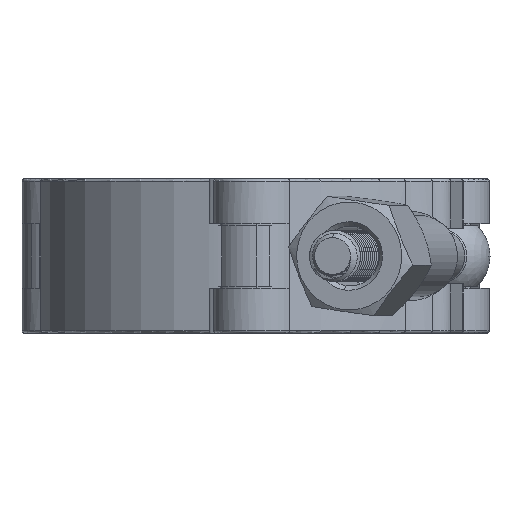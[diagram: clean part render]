
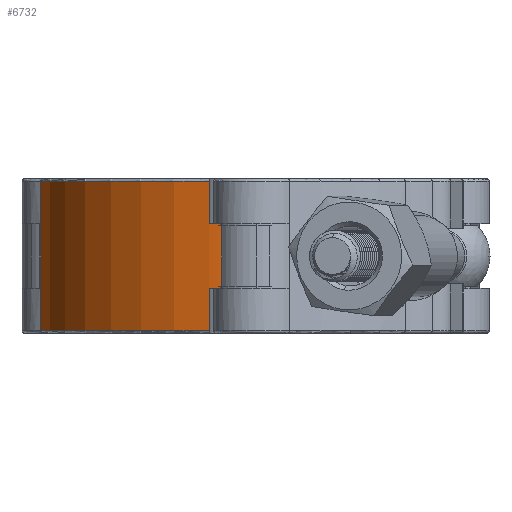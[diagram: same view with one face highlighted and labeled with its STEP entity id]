
A CAD part, left-side view. The second image highlights one B-rep face of the part: STEP entity #6732.
In plain terms, the highlighted cylindrical face has radius 25.5 mm (diameter 51 mm), a partial arc.
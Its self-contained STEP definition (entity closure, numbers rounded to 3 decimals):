
#35 = CARTESIAN_POINT ( 'NONE',  ( -24.902, 5.489, 8.7 ) ) ;
#222 = DIRECTION ( 'NONE',  ( 0., 0., -1. ) ) ;
#234 = EDGE_CURVE ( 'NONE', #10125, #3383, #10898, .T. ) ;
#373 = CARTESIAN_POINT ( 'NONE',  ( -24.902, 5.489, -3.75 ) ) ;
#399 = VERTEX_POINT ( 'NONE', #9262 ) ;
#545 = CARTESIAN_POINT ( 'NONE',  ( -4.069, 25.173, -3.75 ) ) ;
#674 = CARTESIAN_POINT ( 'NONE',  ( -4.044, 25.177, -8.7 ) ) ;
#782 = AXIS2_PLACEMENT_3D ( 'NONE', #9684, #8687, #2658 ) ;
#1048 = ORIENTED_EDGE ( 'NONE', *, *, #8820, .F. ) ;
#1073 = ORIENTED_EDGE ( 'NONE', *, *, #4656, .F. ) ;
#1085 = VERTEX_POINT ( 'NONE', #7790 ) ;
#1157 = VERTEX_POINT ( 'NONE', #11221 ) ;
#1207 = EDGE_CURVE ( 'NONE', #7066, #11409, #2393, .T. ) ;
#1215 = CARTESIAN_POINT ( 'NONE',  ( -25.177, 4.044, 9. ) ) ;
#1446 = LINE ( 'NONE', #5256, #11714 ) ;
#1482 = CIRCLE ( 'NONE', #9871, 25.5 ) ;
#1595 = ORIENTED_EDGE ( 'NONE', *, *, #234, .F. ) ;
#1868 = CARTESIAN_POINT ( 'NONE',  ( 0., 0., 3.75 ) ) ;
#2102 = VECTOR ( 'NONE', #2982, 1000. ) ;
#2273 = VECTOR ( 'NONE', #3850, 1000. ) ;
#2373 = ORIENTED_EDGE ( 'NONE', *, *, #2905, .F. ) ;
#2393 = CIRCLE ( 'NONE', #10997, 25.5 ) ;
#2632 = DIRECTION ( 'NONE',  ( 0., 0., -1. ) ) ;
#2634 = VERTEX_POINT ( 'NONE', #674 ) ;
#2658 = DIRECTION ( 'NONE',  ( -1., 0., 0. ) ) ;
#2816 = EDGE_CURVE ( 'NONE', #3383, #1157, #10135, .T. ) ;
#2899 = CARTESIAN_POINT ( 'NONE',  ( 0., 0., -3.75 ) ) ;
#2905 = EDGE_CURVE ( 'NONE', #5976, #8983, #9141, .T. ) ;
#2982 = DIRECTION ( 'NONE',  ( 0., 0., -1. ) ) ;
#2997 = DIRECTION ( 'NONE',  ( 1., 0., 0. ) ) ;
#3043 = DIRECTION ( 'NONE',  ( 0., 0., 1. ) ) ;
#3095 = CARTESIAN_POINT ( 'NONE',  ( 0., 0., 9. ) ) ;
#3263 = VECTOR ( 'NONE', #12409, 1000. ) ;
#3265 = CARTESIAN_POINT ( 'NONE',  ( 0., 0., 3.75 ) ) ;
#3383 = VERTEX_POINT ( 'NONE', #373 ) ;
#3794 = CARTESIAN_POINT ( 'NONE',  ( -4.044, 25.177, 9. ) ) ;
#3850 = DIRECTION ( 'NONE',  ( 0., 0., -1. ) ) ;
#4164 = DIRECTION ( 'NONE',  ( 0., 0., 1. ) ) ;
#4167 = CARTESIAN_POINT ( 'NONE',  ( 0., 0., 8.7 ) ) ;
#4260 = CARTESIAN_POINT ( 'NONE',  ( -4.044, 25.177, 3.75 ) ) ;
#4470 = DIRECTION ( 'NONE',  ( -1., 0., 0. ) ) ;
#4656 = EDGE_CURVE ( 'NONE', #6777, #1085, #5246, .T. ) ;
#4671 = EDGE_CURVE ( 'NONE', #2634, #1157, #9656, .T. ) ;
#5246 = CIRCLE ( 'NONE', #5860, 25.5 ) ;
#5256 = CARTESIAN_POINT ( 'NONE',  ( -4.044, 25.177, 9. ) ) ;
#5292 = DIRECTION ( 'NONE',  ( 1., 0., 0. ) ) ;
#5860 = AXIS2_PLACEMENT_3D ( 'NONE', #3265, #9024, #2997 ) ;
#5866 = ORIENTED_EDGE ( 'NONE', *, *, #12217, .F. ) ;
#5976 = VERTEX_POINT ( 'NONE', #545 ) ;
#6114 = EDGE_CURVE ( 'NONE', #5976, #399, #6865, .T. ) ;
#6173 = ORIENTED_EDGE ( 'NONE', *, *, #1207, .T. ) ;
#6225 = LINE ( 'NONE', #9186, #10189 ) ;
#6269 = ORIENTED_EDGE ( 'NONE', *, *, #6114, .T. ) ;
#6450 = AXIS2_PLACEMENT_3D ( 'NONE', #3095, #2632, #4470 ) ;
#6504 = AXIS2_PLACEMENT_3D ( 'NONE', #7263, #4164, #8165 ) ;
#6732 = ADVANCED_FACE ( 'NONE', ( #10053 ), #12102, .T. ) ;
#6777 = VERTEX_POINT ( 'NONE', #11391 ) ;
#6844 = CARTESIAN_POINT ( 'NONE',  ( -24.902, 5.489, -6.375 ) ) ;
#6865 = CIRCLE ( 'NONE', #782, 25.5 ) ;
#6961 = VERTEX_POINT ( 'NONE', #4260 ) ;
#6980 = ORIENTED_EDGE ( 'NONE', *, *, #2816, .F. ) ;
#7066 = VERTEX_POINT ( 'NONE', #35 ) ;
#7121 = CARTESIAN_POINT ( 'NONE',  ( -4.069, 25.173, 3.75 ) ) ;
#7155 = DIRECTION ( 'NONE',  ( 0., 0., 1. ) ) ;
#7263 = CARTESIAN_POINT ( 'NONE',  ( 0., 0., -8.7 ) ) ;
#7302 = CARTESIAN_POINT ( 'NONE',  ( -4.044, 25.177, 8.7 ) ) ;
#7772 = VECTOR ( 'NONE', #3043, 1000. ) ;
#7790 = CARTESIAN_POINT ( 'NONE',  ( -25.177, 4.044, 3.75 ) ) ;
#7877 = DIRECTION ( 'NONE',  ( 0., 0., -1. ) ) ;
#8165 = DIRECTION ( 'NONE',  ( 1., 0., 0. ) ) ;
#8679 = EDGE_LOOP ( 'NONE', ( #9595, #6173, #9986, #1048, #2373, #6269, #9483, #9688, #6980, #1595, #5866, #1073 ) ) ;
#8687 = DIRECTION ( 'NONE',  ( 0., 0., -1. ) ) ;
#8820 = EDGE_CURVE ( 'NONE', #8983, #6961, #1482, .T. ) ;
#8983 = VERTEX_POINT ( 'NONE', #7121 ) ;
#9024 = DIRECTION ( 'NONE',  ( 0., 0., 1. ) ) ;
#9141 = LINE ( 'NONE', #12048, #7772 ) ;
#9162 = LINE ( 'NONE', #1215, #3263 ) ;
#9186 = CARTESIAN_POINT ( 'NONE',  ( -24.902, 5.489, 6.375 ) ) ;
#9262 = CARTESIAN_POINT ( 'NONE',  ( -4.044, 25.177, -3.75 ) ) ;
#9263 = DIRECTION ( 'NONE',  ( 0., 0., -1. ) ) ;
#9483 = ORIENTED_EDGE ( 'NONE', *, *, #11369, .T. ) ;
#9595 = ORIENTED_EDGE ( 'NONE', *, *, #12952, .T. ) ;
#9639 = AXIS2_PLACEMENT_3D ( 'NONE', #2899, #7877, #10049 ) ;
#9656 = CIRCLE ( 'NONE', #6504, 25.5 ) ;
#9684 = CARTESIAN_POINT ( 'NONE',  ( 0., 0., -3.75 ) ) ;
#9688 = ORIENTED_EDGE ( 'NONE', *, *, #4671, .T. ) ;
#9810 = EDGE_CURVE ( 'NONE', #11409, #6961, #12871, .T. ) ;
#9871 = AXIS2_PLACEMENT_3D ( 'NONE', #1868, #11816, #10009 ) ;
#9986 = ORIENTED_EDGE ( 'NONE', *, *, #9810, .T. ) ;
#10009 = DIRECTION ( 'NONE',  ( -1., 0., 0. ) ) ;
#10049 = DIRECTION ( 'NONE',  ( -1., 0., 0. ) ) ;
#10053 = FACE_OUTER_BOUND ( 'NONE', #8679, .T. ) ;
#10125 = VERTEX_POINT ( 'NONE', #10373 ) ;
#10135 = LINE ( 'NONE', #6844, #2102 ) ;
#10189 = VECTOR ( 'NONE', #7155, 1000. ) ;
#10373 = CARTESIAN_POINT ( 'NONE',  ( -25.177, 4.044, -3.75 ) ) ;
#10898 = CIRCLE ( 'NONE', #9639, 25.5 ) ;
#10997 = AXIS2_PLACEMENT_3D ( 'NONE', #4167, #222, #5292 ) ;
#11221 = CARTESIAN_POINT ( 'NONE',  ( -24.902, 5.489, -8.7 ) ) ;
#11369 = EDGE_CURVE ( 'NONE', #399, #2634, #1446, .T. ) ;
#11391 = CARTESIAN_POINT ( 'NONE',  ( -24.902, 5.489, 3.75 ) ) ;
#11409 = VERTEX_POINT ( 'NONE', #7302 ) ;
#11714 = VECTOR ( 'NONE', #9263, 1000. ) ;
#11816 = DIRECTION ( 'NONE',  ( 0., 0., -1. ) ) ;
#12048 = CARTESIAN_POINT ( 'NONE',  ( -4.069, 25.173, -3.75 ) ) ;
#12102 = CYLINDRICAL_SURFACE ( 'NONE', #6450, 25.5 ) ;
#12217 = EDGE_CURVE ( 'NONE', #1085, #10125, #9162, .T. ) ;
#12409 = DIRECTION ( 'NONE',  ( 0., 0., -1. ) ) ;
#12871 = LINE ( 'NONE', #3794, #2273 ) ;
#12952 = EDGE_CURVE ( 'NONE', #6777, #7066, #6225, .T. ) ;
